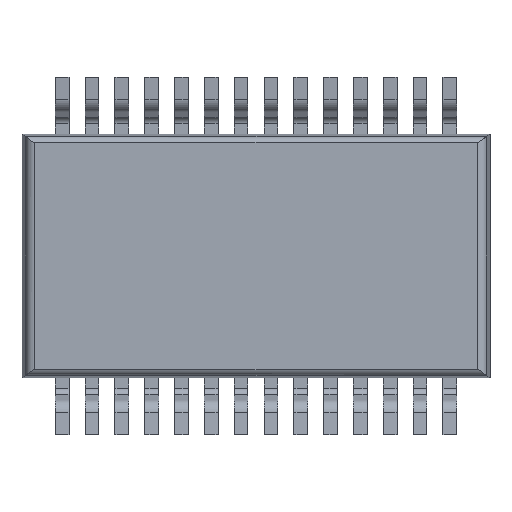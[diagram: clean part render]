
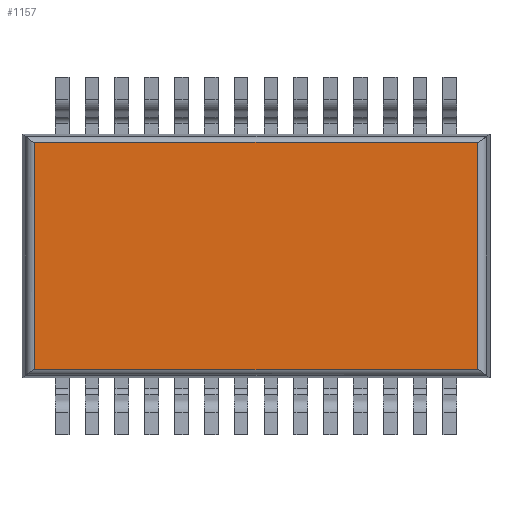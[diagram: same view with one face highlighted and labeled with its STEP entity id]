
A CAD part, front view. The second image highlights one B-rep face of the part: STEP entity #1157.
In plain terms, the highlighted planar face has unit normal (0, -1, 0).
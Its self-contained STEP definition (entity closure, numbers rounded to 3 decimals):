
#1157=ADVANCED_FACE('',(#2352),#2353,.T.);
#2352=FACE_OUTER_BOUND('',#3555,.T.);
#2353=PLANE('',#3556);
#3555=EDGE_LOOP('',(#7156,#7157,#7158,#7159));
#3556=AXIS2_PLACEMENT_3D('',#7160,#7161,#7162);
#7156=ORIENTED_EDGE('',*,*,#8727,.T.);
#7157=ORIENTED_EDGE('',*,*,#8728,.T.);
#7158=ORIENTED_EDGE('',*,*,#8729,.T.);
#7159=ORIENTED_EDGE('',*,*,#8730,.F.);
#7160=CARTESIAN_POINT('',(5.1,0.1,2.65));
#7161=DIRECTION('',(0.,-1.0,0.));
#7162=DIRECTION('',(-1.0,0.,0.));
#8727=EDGE_CURVE('',#10890,#10891,#10892,.T.);
#8728=EDGE_CURVE('',#10891,#10893,#10894,.T.);
#8729=EDGE_CURVE('',#10893,#10895,#10896,.T.);
#8730=EDGE_CURVE('',#10890,#10895,#10897,.T.);
#10890=VERTEX_POINT('',#13910);
#10891=VERTEX_POINT('',#13911);
#10892=LINE('',#13912,#13913);
#10893=VERTEX_POINT('',#13914);
#10894=LINE('',#13915,#13916);
#10895=VERTEX_POINT('',#13917);
#10896=LINE('',#13918,#13919);
#10897=LINE('',#13920,#13921);
#13910=CARTESIAN_POINT('',(9.924,0.1,2.476));
#13911=CARTESIAN_POINT('',(0.276,0.1,2.476));
#13912=CARTESIAN_POINT('',(5.1,0.1,2.476));
#13913=VECTOR('',#15583,1.0);
#13914=CARTESIAN_POINT('',(0.276,0.1,-2.476));
#13915=CARTESIAN_POINT('',(0.276,0.1,2.65));
#13916=VECTOR('',#15584,1.0);
#13917=CARTESIAN_POINT('',(9.924,0.1,-2.476));
#13918=CARTESIAN_POINT('',(5.1,0.1,-2.476));
#13919=VECTOR('',#15585,1.0);
#13920=CARTESIAN_POINT('',(9.924,0.1,2.65));
#13921=VECTOR('',#15586,1.0);
#15583=DIRECTION('',(-1.0,-0.0,0.));
#15584=DIRECTION('',(0.,0.0,-1.0));
#15585=DIRECTION('',(1.0,0.0,0.));
#15586=DIRECTION('',(0.,0.0,-1.0));
